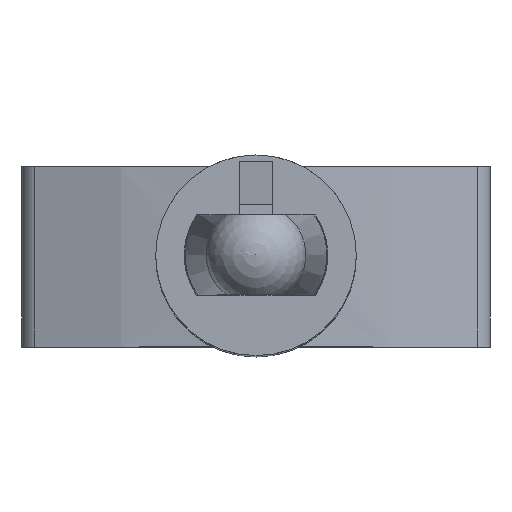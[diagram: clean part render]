
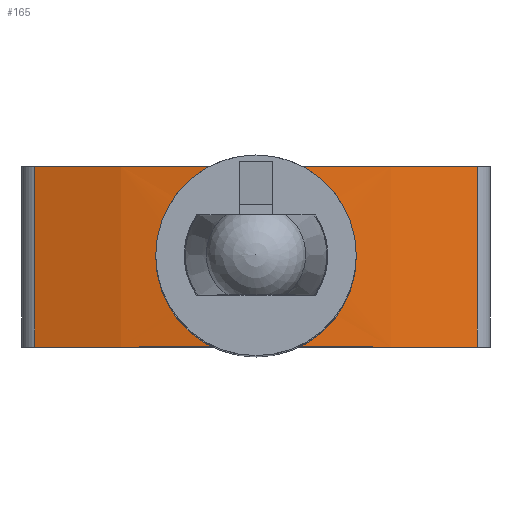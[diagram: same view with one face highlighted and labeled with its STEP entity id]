
A CAD part, top view. The second image highlights one B-rep face of the part: STEP entity #165.
In plain terms, the highlighted cylindrical face has radius 18.267 mm (diameter 36.534 mm), a partial arc.
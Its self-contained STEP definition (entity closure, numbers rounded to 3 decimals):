
#165 = ADVANCED_FACE( '', ( #383, #384 ), #385, .T. );
#383 = FACE_OUTER_BOUND( '', #1102, .T. );
#384 = FACE_BOUND( '', #1103, .T. );
#385 = CYLINDRICAL_SURFACE( '', #1104, 18.267 );
#1102 = EDGE_LOOP( '', ( #2172, #2173, #2174, #2175 ) );
#1103 = EDGE_LOOP( '', ( #2176, #2177 ) );
#1104 = AXIS2_PLACEMENT_3D( '', #2178, #2179, #2180 );
#2172 = ORIENTED_EDGE( '', *, *, #2848, .F. );
#2173 = ORIENTED_EDGE( '', *, *, #2849, .F. );
#2174 = ORIENTED_EDGE( '', *, *, #2850, .T. );
#2175 = ORIENTED_EDGE( '', *, *, #2851, .T. );
#2176 = ORIENTED_EDGE( '', *, *, #2852, .T. );
#2177 = ORIENTED_EDGE( '', *, *, #2853, .T. );
#2178 = CARTESIAN_POINT( '', ( 0., -2.7, -42.907 ) );
#2179 = DIRECTION( '', ( 0., -1., 0. ) );
#2180 = DIRECTION( '', ( 0., 0., 1. ) );
#2848 = EDGE_CURVE( '', #3256, #3257, #3258, .T. );
#2849 = EDGE_CURVE( '', #3259, #3256, #3260, .T. );
#2850 = EDGE_CURVE( '', #3259, #3261, #3262, .T. );
#2851 = EDGE_CURVE( '', #3261, #3257, #3263, .T. );
#2852 = EDGE_CURVE( '', #3264, #3265, #3266, .T. );
#2853 = EDGE_CURVE( '', #3265, #3264, #3267, .T. );
#3256 = VERTEX_POINT( '', #4125 );
#3257 = VERTEX_POINT( '', #4126 );
#3258 = CIRCLE( '', #4127, 18.267 );
#3259 = VERTEX_POINT( '', #4128 );
#3260 = LINE( '', #4129, #4130 );
#3261 = VERTEX_POINT( '', #4131 );
#3262 = CIRCLE( '', #4132, 18.267 );
#3263 = LINE( '', #4133, #4134 );
#3264 = VERTEX_POINT( '', #4135 );
#3265 = VERTEX_POINT( '', #4136 );
#3266 = B_SPLINE_CURVE_WITH_KNOTS( '', 3, ( #4137, #4138, #4139, #4140, #4141, #4142, #4143, #4144, #4145, #4146, #4147, #4148, #4149, #4150, #4151, #4152, #4153, #4154 ), .UNSPECIFIED., .F., .F., ( 4, 2, 2, 2, 2, 2, 2, 2, 4 ), ( 0., 0.001, 0.002, 0.002, 0.003, 0.004, 0.005, 0.006, 0.006 ), .UNSPECIFIED. );
#3267 = B_SPLINE_CURVE_WITH_KNOTS( '', 3, ( #4155, #4156, #4157, #4158, #4159, #4160, #4161, #4162, #4163, #4164, #4165, #4166, #4167, #4168, #4169, #4170, #4171, #4172 ), .UNSPECIFIED., .F., .F., ( 4, 2, 2, 2, 2, 2, 2, 2, 4 ), ( 0., 0.001, 0.002, 0.002, 0.003, 0.004, 0.005, 0.006, 0.006 ), .UNSPECIFIED. );
#4125 = CARTESIAN_POINT( '', ( -6.617, 2.7, -25.881 ) );
#4126 = CARTESIAN_POINT( '', ( 6.617, 2.7, -25.881 ) );
#4127 = AXIS2_PLACEMENT_3D( '', #4806, #4807, #4808 );
#4128 = CARTESIAN_POINT( '', ( -6.617, -2.7, -25.881 ) );
#4129 = CARTESIAN_POINT( '', ( -6.617, -2.7, -25.881 ) );
#4130 = VECTOR( '', #4809, 1000. );
#4131 = CARTESIAN_POINT( '', ( 6.617, -2.7, -25.881 ) );
#4132 = AXIS2_PLACEMENT_3D( '', #4810, #4811, #4812 );
#4133 = CARTESIAN_POINT( '', ( 6.617, -2.7, -25.881 ) );
#4134 = VECTOR( '', #4813, 1000. );
#4135 = CARTESIAN_POINT( '', ( -2.07, 0., -24.758 ) );
#4136 = CARTESIAN_POINT( '', ( 2.07, 0., -24.758 ) );
#4137 = CARTESIAN_POINT( '', ( -2.07, 0., -24.758 ) );
#4138 = CARTESIAN_POINT( '', ( -2.051, 0.264, -24.755 ) );
#4139 = CARTESIAN_POINT( '', ( -1.986, 0.524, -24.748 ) );
#4140 = CARTESIAN_POINT( '', ( -1.764, 1.004, -24.725 ) );
#4141 = CARTESIAN_POINT( '', ( -1.61, 1.223, -24.71 ) );
#4142 = CARTESIAN_POINT( '', ( -1.235, 1.593, -24.681 ) );
#4143 = CARTESIAN_POINT( '', ( -1.013, 1.745, -24.666 ) );
#4144 = CARTESIAN_POINT( '', ( -0.528, 1.954, -24.646 ) );
#4145 = CARTESIAN_POINT( '', ( -0.264, 2.01, -24.64 ) );
#4146 = CARTESIAN_POINT( '', ( 0.264, 2.01, -24.64 ) );
#4147 = CARTESIAN_POINT( '', ( 0.527, 1.954, -24.646 ) );
#4148 = CARTESIAN_POINT( '', ( 1.012, 1.745, -24.666 ) );
#4149 = CARTESIAN_POINT( '', ( 1.234, 1.594, -24.681 ) );
#4150 = CARTESIAN_POINT( '', ( 1.61, 1.223, -24.71 ) );
#4151 = CARTESIAN_POINT( '', ( 1.764, 1.004, -24.725 ) );
#4152 = CARTESIAN_POINT( '', ( 1.985, 0.525, -24.748 ) );
#4153 = CARTESIAN_POINT( '', ( 2.051, 0.264, -24.755 ) );
#4154 = CARTESIAN_POINT( '', ( 2.07, 0., -24.758 ) );
#4155 = CARTESIAN_POINT( '', ( 2.07, 0., -24.758 ) );
#4156 = CARTESIAN_POINT( '', ( 2.051, -0.264, -24.755 ) );
#4157 = CARTESIAN_POINT( '', ( 1.986, -0.524, -24.748 ) );
#4158 = CARTESIAN_POINT( '', ( 1.764, -1.004, -24.725 ) );
#4159 = CARTESIAN_POINT( '', ( 1.61, -1.223, -24.71 ) );
#4160 = CARTESIAN_POINT( '', ( 1.235, -1.593, -24.681 ) );
#4161 = CARTESIAN_POINT( '', ( 1.013, -1.745, -24.666 ) );
#4162 = CARTESIAN_POINT( '', ( 0.528, -1.954, -24.646 ) );
#4163 = CARTESIAN_POINT( '', ( 0.264, -2.01, -24.64 ) );
#4164 = CARTESIAN_POINT( '', ( -0.264, -2.01, -24.64 ) );
#4165 = CARTESIAN_POINT( '', ( -0.527, -1.954, -24.646 ) );
#4166 = CARTESIAN_POINT( '', ( -1.012, -1.745, -24.666 ) );
#4167 = CARTESIAN_POINT( '', ( -1.234, -1.594, -24.681 ) );
#4168 = CARTESIAN_POINT( '', ( -1.61, -1.223, -24.71 ) );
#4169 = CARTESIAN_POINT( '', ( -1.764, -1.004, -24.725 ) );
#4170 = CARTESIAN_POINT( '', ( -1.985, -0.525, -24.748 ) );
#4171 = CARTESIAN_POINT( '', ( -2.051, -0.264, -24.755 ) );
#4172 = CARTESIAN_POINT( '', ( -2.07, 0., -24.758 ) );
#4806 = CARTESIAN_POINT( '', ( 0., 2.7, -42.907 ) );
#4807 = DIRECTION( '', ( 0., 1., 0. ) );
#4808 = DIRECTION( '', ( 1., 0., 0. ) );
#4809 = DIRECTION( '', ( 0., 1., 0. ) );
#4810 = CARTESIAN_POINT( '', ( 0., -2.7, -42.907 ) );
#4811 = DIRECTION( '', ( 0., 1., 0. ) );
#4812 = DIRECTION( '', ( 1., 0., 0. ) );
#4813 = DIRECTION( '', ( 0., 1., 0. ) );
